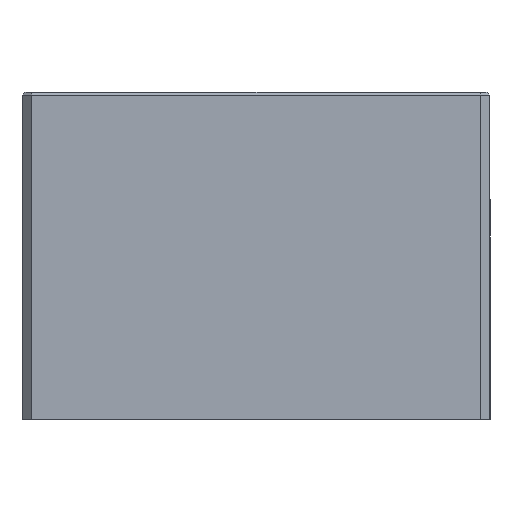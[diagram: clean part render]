
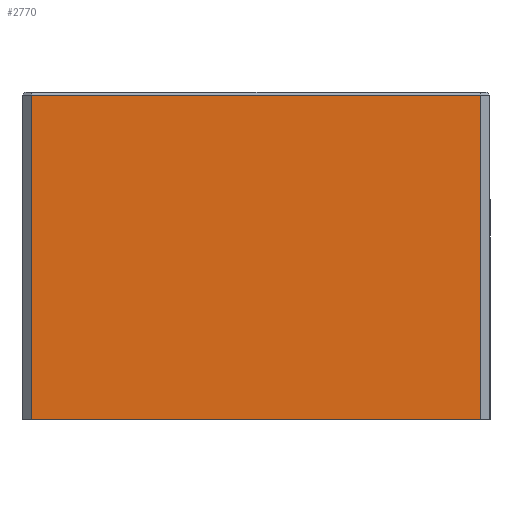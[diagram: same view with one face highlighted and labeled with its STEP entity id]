
A CAD part, front view. The second image highlights one B-rep face of the part: STEP entity #2770.
In plain terms, the highlighted planar face has unit normal (0, -1, 0).
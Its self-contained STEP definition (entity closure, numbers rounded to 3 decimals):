
#209=PLANE('',#2984);
#382=FACE_OUTER_BOUND('',#547,.T.);
#547=EDGE_LOOP('',(#2446,#2447,#2448,#2449));
#628=LINE('',#3791,#887);
#758=LINE('',#4495,#1017);
#800=LINE('',#4596,#1059);
#801=LINE('',#4598,#1060);
#887=VECTOR('',#3137,10.);
#1017=VECTOR('',#3417,10.);
#1059=VECTOR('',#3543,10.);
#1060=VECTOR('',#3546,10.);
#1217=VERTEX_POINT('',#3786);
#1218=VERTEX_POINT('',#3790);
#1356=VERTEX_POINT('',#4492);
#1357=VERTEX_POINT('',#4494);
#1497=EDGE_CURVE('',#1218,#1217,#628,.T.);
#1694=EDGE_CURVE('',#1357,#1356,#758,.T.);
#1746=EDGE_CURVE('',#1357,#1218,#800,.T.);
#1747=EDGE_CURVE('',#1356,#1217,#801,.T.);
#2446=ORIENTED_EDGE('',*,*,#1497,.F.);
#2447=ORIENTED_EDGE('',*,*,#1746,.F.);
#2448=ORIENTED_EDGE('',*,*,#1694,.T.);
#2449=ORIENTED_EDGE('',*,*,#1747,.T.);
#2770=ADVANCED_FACE('',(#382),#209,.T.);
#2984=AXIS2_PLACEMENT_3D('',#4597,#3544,#3545);
#3137=DIRECTION('',(1.,0.,0.));
#3417=DIRECTION('',(1.,0.,0.));
#3543=DIRECTION('',(0.,0.,1.));
#3544=DIRECTION('center_axis',(0.,-1.,0.));
#3545=DIRECTION('ref_axis',(1.,0.,0.));
#3546=DIRECTION('',(0.,0.,1.));
#3786=CARTESIAN_POINT('',(19.2,-11.5,0.75));
#3790=CARTESIAN_POINT('',(-19.2,-11.5,0.75));
#3791=CARTESIAN_POINT('',(-9.6,-11.5,0.75));
#4492=CARTESIAN_POINT('',(19.2,-11.5,-27.));
#4494=CARTESIAN_POINT('',(-19.2,-11.5,-27.));
#4495=CARTESIAN_POINT('',(-9.6,-11.5,-27.));
#4596=CARTESIAN_POINT('',(-19.2,-11.5,0.));
#4597=CARTESIAN_POINT('Origin',(-19.2,-11.5,0.));
#4598=CARTESIAN_POINT('',(19.2,-11.5,0.));
